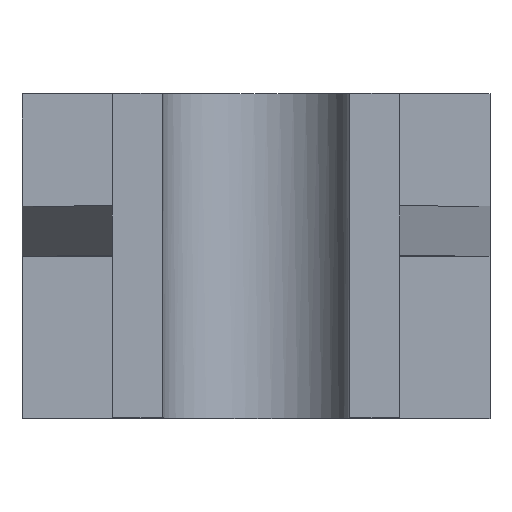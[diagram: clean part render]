
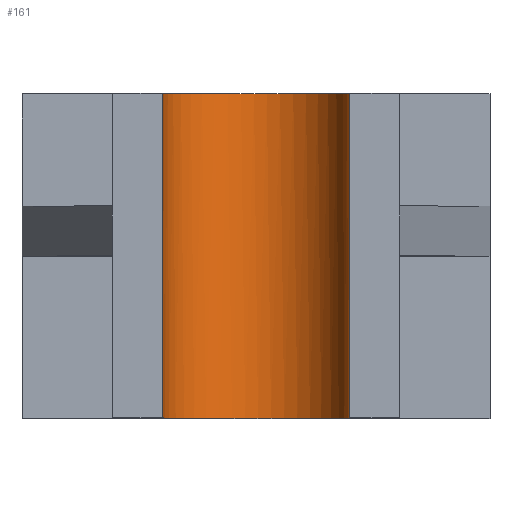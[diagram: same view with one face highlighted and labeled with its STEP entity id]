
A CAD part, top view. The second image highlights one B-rep face of the part: STEP entity #161.
In plain terms, the highlighted free-form (B-spline) face has degree [2, 1] with [5, 2] control points.
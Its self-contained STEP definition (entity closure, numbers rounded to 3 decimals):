
#115 = EDGE_CURVE('',#116,#118,#120,.T.);
#116 = VERTEX_POINT('',#117);
#117 = CARTESIAN_POINT('',(144.295,0.,0.));
#118 = VERTEX_POINT('',#119);
#119 = CARTESIAN_POINT('',(144.295,500.221,0.));
#120 = B_SPLINE_CURVE_WITH_KNOTS('',1,(#121,#122),.UNSPECIFIED.,.F.,.F.,
  (2,2),(0.,520.),.PIECEWISE_BEZIER_KNOTS.);
#121 = CARTESIAN_POINT('',(144.295,0.,0.));
#122 = CARTESIAN_POINT('',(144.295,500.221,0.));
#161 = ADVANCED_FACE('',(#162),#190,.F.);
#162 = FACE_BOUND('',#163,.F.);
#163 = EDGE_LOOP('',(#164,#174,#175,#185));
#164 = ORIENTED_EDGE('',*,*,#165,.T.);
#165 = EDGE_CURVE('',#166,#118,#168,.T.);
#166 = VERTEX_POINT('',#167);
#167 = CARTESIAN_POINT('',(-144.295,500.221,0.));
#168 = ( BOUNDED_CURVE() B_SPLINE_CURVE(2,(#169,#170,#171,#172,#173),
.UNSPECIFIED.,.F.,.F.) B_SPLINE_CURVE_WITH_KNOTS((3,2,3),(3.142,
4.712,6.283),.PIECEWISE_BEZIER_KNOTS.) CURVE() 
GEOMETRIC_REPRESENTATION_ITEM() RATIONAL_B_SPLINE_CURVE((1.,
0.707,1.,0.707,1.)) REPRESENTATION_ITEM('') );
#169 = CARTESIAN_POINT('',(-144.295,500.221,
    0.));
#170 = CARTESIAN_POINT('',(-144.295,500.221,
    -144.295));
#171 = CARTESIAN_POINT('',(0.,500.221,
    -144.295));
#172 = CARTESIAN_POINT('',(144.295,500.221,-144.295
    ));
#173 = CARTESIAN_POINT('',(144.295,500.221,
    0.));
#174 = ORIENTED_EDGE('',*,*,#115,.F.);
#175 = ORIENTED_EDGE('',*,*,#176,.T.);
#176 = EDGE_CURVE('',#116,#177,#179,.T.);
#177 = VERTEX_POINT('',#178);
#178 = CARTESIAN_POINT('',(-144.295,0.,0.));
#179 = ( BOUNDED_CURVE() B_SPLINE_CURVE(2,(#180,#181,#182,#183,#184),
.UNSPECIFIED.,.F.,.F.) B_SPLINE_CURVE_WITH_KNOTS((3,2,3),(0.,
1.571,3.142),.PIECEWISE_BEZIER_KNOTS.) CURVE() 
GEOMETRIC_REPRESENTATION_ITEM() RATIONAL_B_SPLINE_CURVE((1.,
0.707,1.,0.707,1.)) REPRESENTATION_ITEM('') );
#180 = CARTESIAN_POINT('',(144.295,0.,0.));
#181 = CARTESIAN_POINT('',(144.295,0.,-144.295));
#182 = CARTESIAN_POINT('',(0.,0.,-144.295));
#183 = CARTESIAN_POINT('',(-144.295,0.,-144.295));
#184 = CARTESIAN_POINT('',(-144.295,0.,0.));
#185 = ORIENTED_EDGE('',*,*,#186,.T.);
#186 = EDGE_CURVE('',#177,#166,#187,.T.);
#187 = B_SPLINE_CURVE_WITH_KNOTS('',1,(#188,#189),.UNSPECIFIED.,.F.,.F.,
  (2,2),(0.,520.),.PIECEWISE_BEZIER_KNOTS.);
#188 = CARTESIAN_POINT('',(-144.295,0.,0.));
#189 = CARTESIAN_POINT('',(-144.295,500.221,0.));
#190 = ( BOUNDED_SURFACE() B_SPLINE_SURFACE(2,1,(
    (#191,#192)
    ,(#193,#194)
    ,(#195,#196)
    ,(#197,#198)
,(#199,#200
    )),.UNSPECIFIED.,.F.,.F.,.F.) B_SPLINE_SURFACE_WITH_KNOTS((3,2,3),(2
    ,2),(0.,1.571,3.142),(0.,520.),
.PIECEWISE_BEZIER_KNOTS.) GEOMETRIC_REPRESENTATION_ITEM() 
RATIONAL_B_SPLINE_SURFACE((
    (1.,1.)
    ,(0.707,0.707)
    ,(1.,1.)
    ,(0.707,0.707)
,(1.,1.))) REPRESENTATION_ITEM('') SURFACE() );
#191 = CARTESIAN_POINT('',(144.295,0.,0.));
#192 = CARTESIAN_POINT('',(144.295,500.221,0.));
#193 = CARTESIAN_POINT('',(144.295,0.,-144.295));
#194 = CARTESIAN_POINT('',(144.295,500.221,-144.295
    ));
#195 = CARTESIAN_POINT('',(0.,0.,-144.295));
#196 = CARTESIAN_POINT('',(0.,500.221,
    -144.295));
#197 = CARTESIAN_POINT('',(-144.295,0.,-144.295));
#198 = CARTESIAN_POINT('',(-144.295,500.221,
    -144.295));
#199 = CARTESIAN_POINT('',(-144.295,0.,0.));
#200 = CARTESIAN_POINT('',(-144.295,500.221,
    0.));
